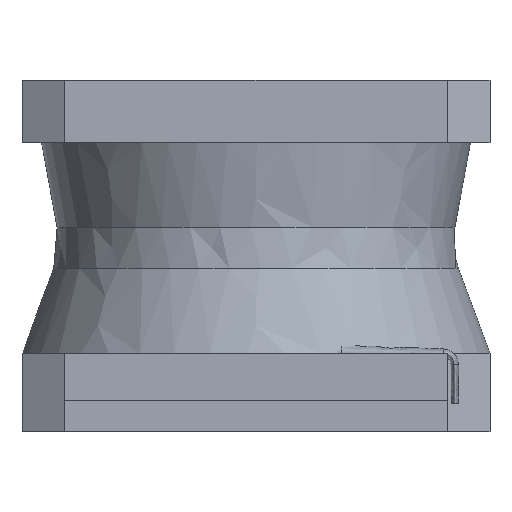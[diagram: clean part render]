
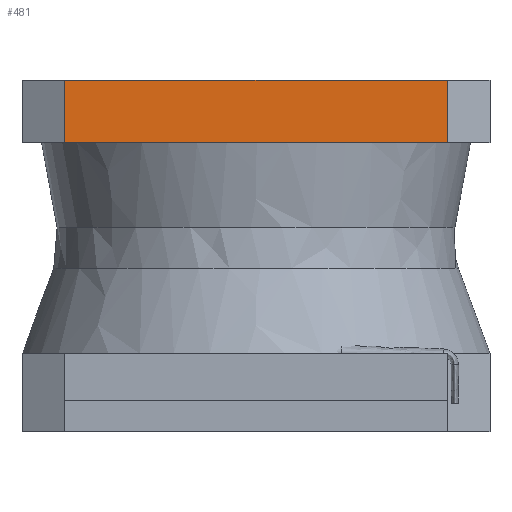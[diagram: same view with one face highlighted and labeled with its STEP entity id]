
A CAD part, front view. The second image highlights one B-rep face of the part: STEP entity #481.
In plain terms, the highlighted planar face has unit normal (0, -1, 0).
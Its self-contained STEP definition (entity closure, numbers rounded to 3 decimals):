
#481 = ADVANCED_FACE( '', ( #945 ), #946, .T. );
#945 = FACE_OUTER_BOUND( '', #3250, .T. );
#946 = PLANE( '', #3251 );
#3250 = EDGE_LOOP( '', ( #4611, #4612, #4613, #4614 ) );
#3251 = AXIS2_PLACEMENT_3D( '', #4615, #4616, #4617 );
#4611 = ORIENTED_EDGE( '', *, *, #4922, .F. );
#4612 = ORIENTED_EDGE( '', *, *, #5311, .F. );
#4613 = ORIENTED_EDGE( '', *, *, #5080, .T. );
#4614 = ORIENTED_EDGE( '', *, *, #5035, .T. );
#4615 = CARTESIAN_POINT( '', ( -2.45, -2.75, 2.15 ) );
#4616 = DIRECTION( '', ( 0., -1., 0. ) );
#4617 = DIRECTION( '', ( 0., 0., -1. ) );
#4922 = EDGE_CURVE( '', #5440, #5442, #5443, .T. );
#5035 = EDGE_CURVE( '', #5632, #5442, #5633, .T. );
#5080 = EDGE_CURVE( '', #5702, #5632, #5703, .T. );
#5311 = EDGE_CURVE( '', #5702, #5440, #6012, .T. );
#5440 = VERTEX_POINT( '', #6237 );
#5442 = VERTEX_POINT( '', #6240 );
#5443 = LINE( '', #6241, #6242 );
#5632 = VERTEX_POINT( '', #6614 );
#5633 = LINE( '', #6615, #6616 );
#5702 = VERTEX_POINT( '', #7021 );
#5703 = LINE( '', #7022, #7023 );
#6012 = LINE( '', #8134, #8135 );
#6237 = CARTESIAN_POINT( '', ( 2.45, -2.75, 1.35 ) );
#6240 = CARTESIAN_POINT( '', ( -2.45, -2.75, 1.35 ) );
#6241 = CARTESIAN_POINT( '', ( -2.45, -2.75, 1.35 ) );
#6242 = VECTOR( '', #8257, 1000. );
#6614 = CARTESIAN_POINT( '', ( -2.45, -2.75, 2.15 ) );
#6615 = CARTESIAN_POINT( '', ( -2.45, -2.75, 2.15 ) );
#6616 = VECTOR( '', #8327, 1000. );
#7021 = CARTESIAN_POINT( '', ( 2.45, -2.75, 2.15 ) );
#7022 = CARTESIAN_POINT( '', ( -2.45, -2.75, 2.15 ) );
#7023 = VECTOR( '', #8340, 1000. );
#8134 = CARTESIAN_POINT( '', ( 2.45, -2.75, 2.15 ) );
#8135 = VECTOR( '', #8427, 1000. );
#8257 = DIRECTION( '', ( -1., 0., 0. ) );
#8327 = DIRECTION( '', ( 0., 0., -1. ) );
#8340 = DIRECTION( '', ( -1., 0., 0. ) );
#8427 = DIRECTION( '', ( 0., 0., -1. ) );
